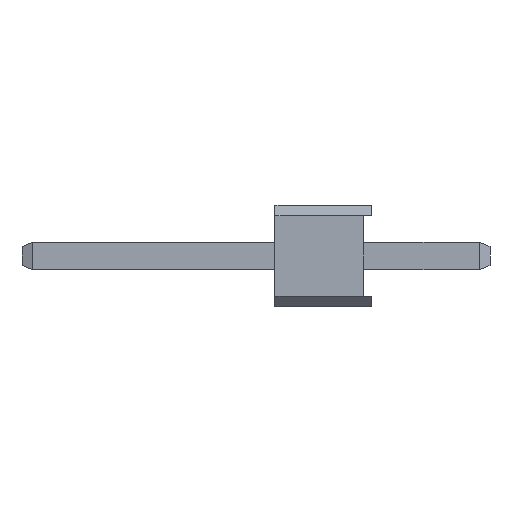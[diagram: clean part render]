
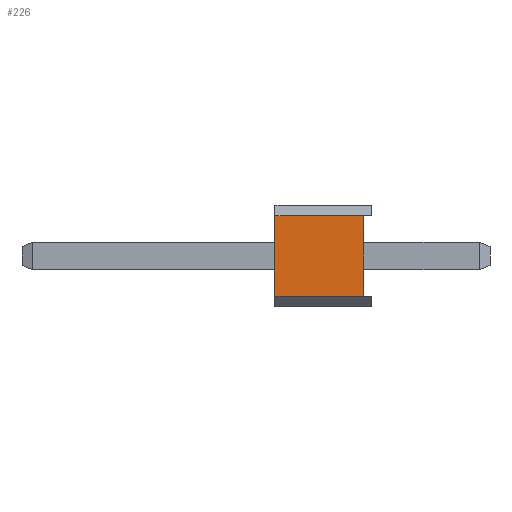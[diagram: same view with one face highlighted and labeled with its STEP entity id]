
A CAD part, left-side view. The second image highlights one B-rep face of the part: STEP entity #226.
In plain terms, the highlighted planar face has unit normal (-1, 0, 0).
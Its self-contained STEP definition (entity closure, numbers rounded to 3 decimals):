
#4 = EDGE_CURVE ( 'NONE', #790, #278, #874, .T. ) ;
#9 = CARTESIAN_POINT ( 'NONE',  ( -0.945, 3.2, -0.625 ) ) ;
#27 = PLANE ( 'NONE',  #329 ) ;
#30 = CARTESIAN_POINT ( 'NONE',  ( -0.945, 5.3, -0.875 ) ) ;
#131 = CARTESIAN_POINT ( 'NONE',  ( -0.945, 5.3, 1.275 ) ) ;
#143 = ORIENTED_EDGE ( 'NONE', *, *, #1132, .T. ) ;
#198 = ORIENTED_EDGE ( 'NONE', *, *, #607, .F. ) ;
#226 = ADVANCED_FACE ( 'NONE', ( #1411 ), #27, .T. ) ;
#241 = VERTEX_POINT ( 'NONE', #463 ) ;
#278 = VERTEX_POINT ( 'NONE', #289 ) ;
#289 = CARTESIAN_POINT ( 'NONE',  ( -0.945, 5.3, -0.625 ) ) ;
#329 = AXIS2_PLACEMENT_3D ( 'NONE', #30, #370, #474 ) ;
#370 = DIRECTION ( 'NONE',  ( -1., 0., 0. ) ) ;
#450 = VECTOR ( 'NONE', #599, 1000. ) ;
#463 = CARTESIAN_POINT ( 'NONE',  ( -0.945, 3.2, 1.275 ) ) ;
#474 = DIRECTION ( 'NONE',  ( 0., 0., 1. ) ) ;
#488 = DIRECTION ( 'NONE',  ( 0., 1., 0. ) ) ;
#527 = CARTESIAN_POINT ( 'NONE',  ( -0.945, 5.3, -0.875 ) ) ;
#560 = ORIENTED_EDGE ( 'NONE', *, *, #1025, .T. ) ;
#599 = DIRECTION ( 'NONE',  ( 0., -1., 0. ) ) ;
#607 = EDGE_CURVE ( 'NONE', #241, #678, #721, .T. ) ;
#678 = VERTEX_POINT ( 'NONE', #9 ) ;
#721 = LINE ( 'NONE', #1324, #778 ) ;
#742 = LINE ( 'NONE', #1158, #450 ) ;
#778 = VECTOR ( 'NONE', #1332, 1000. ) ;
#790 = VERTEX_POINT ( 'NONE', #131 ) ;
#794 = VECTOR ( 'NONE', #488, 1000. ) ;
#874 = LINE ( 'NONE', #527, #1100 ) ;
#1025 = EDGE_CURVE ( 'NONE', #278, #678, #742, .T. ) ;
#1100 = VECTOR ( 'NONE', #1212, 1000. ) ;
#1132 = EDGE_CURVE ( 'NONE', #241, #790, #1387, .T. ) ;
#1158 = CARTESIAN_POINT ( 'NONE',  ( -0.945, 5.3, -0.625 ) ) ;
#1212 = DIRECTION ( 'NONE',  ( 0., 0., -1. ) ) ;
#1284 = EDGE_LOOP ( 'NONE', ( #198, #143, #1379, #560 ) ) ;
#1324 = CARTESIAN_POINT ( 'NONE',  ( -0.945, 3.2, -0.875 ) ) ;
#1332 = DIRECTION ( 'NONE',  ( 0., 0., -1. ) ) ;
#1379 = ORIENTED_EDGE ( 'NONE', *, *, #4, .T. ) ;
#1387 = LINE ( 'NONE', #1390, #794 ) ;
#1390 = CARTESIAN_POINT ( 'NONE',  ( -0.945, 5.3, 1.275 ) ) ;
#1411 = FACE_OUTER_BOUND ( 'NONE', #1284, .T. ) ;
